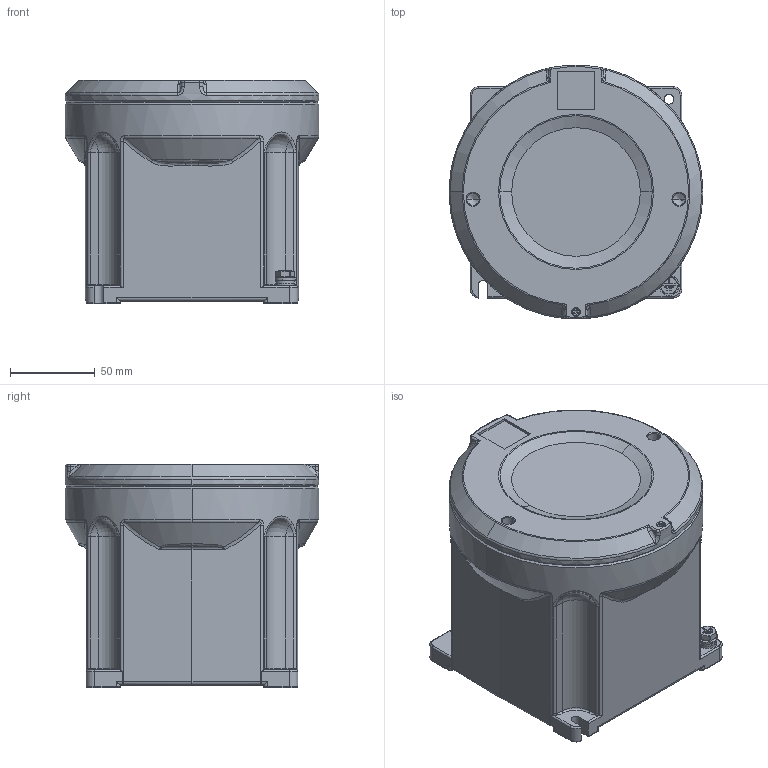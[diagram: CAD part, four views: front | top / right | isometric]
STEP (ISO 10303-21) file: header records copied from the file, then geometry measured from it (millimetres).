
FILE_DESCRIPTION (( 'STEP AP203' ), '1' );
FILE_NAME ('8265_01-__0_.STEP', '2014-04-11T06:47:03', ( 'Admin' ), ( 'R. STAHL AG' ), 'SwSTEP 2.0', 'SolidWorks 2013', '' );
FILE_SCHEMA (( 'CONFIG_CONTROL_DESIGN' ));
Length unit declared in the file: millimetre
Products named in the file (9): 506_308_0; 128_M 6; 8265_9_055_001_0; 505_706_0_M5x14; 8265_01-__0_; 8265_9_004_001_6_8265_9_004_001_3; 8265_9_005_001_6_001 3d export; 503_681_0_M5 x 12; 501_619_0_M 6 x 12
Assembly tree (14 placements, depth 2):
  8265_01-__0_
    8265_9_004_001_6_8265_9_004_001_3
    8265_9_005_001_6_001 3d export
    503_681_0_M5 x 12
    501_619_0_M 6 x 12  x2
    506_308_0  x4
    128_M 6  x2
    8265_9_055_001_0
    505_706_0_M5x14  x2
Bounding box: 150 x 150 x 132 mm (x, y, z)
Volume: 968979.5 mm3; surface area: 212562.3 mm2
Topology: 14 solids, 14 shells, 962 faces, 2280 edges, 1313 vertices
Faces by surface type: cylinder 328, plane 195, torus 193, bspline 130, cone 106, sphere 10
Entity records: 32432 total; most frequent: CARTESIAN_POINT 12987, DIRECTION 3924, ORIENTED_EDGE 3862, EDGE_CURVE 1931, AXIS2_PLACEMENT_3D 1639, VERTEX_POINT 1135, CIRCLE 915, EDGE_LOOP 874
